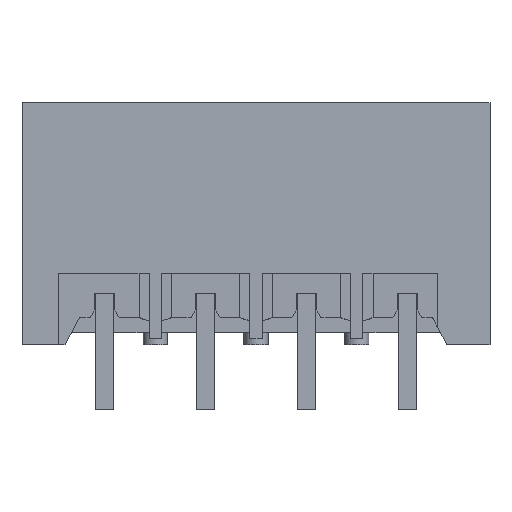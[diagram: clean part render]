
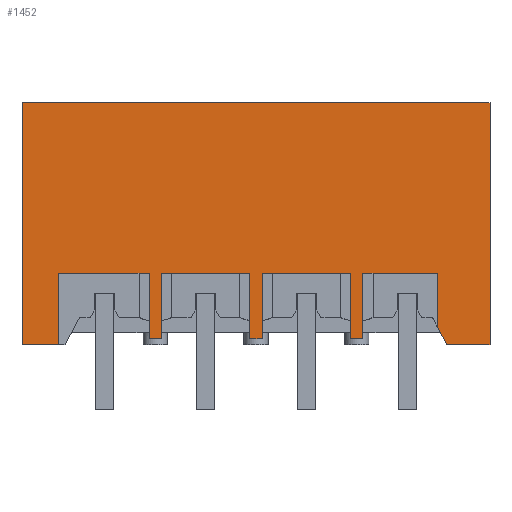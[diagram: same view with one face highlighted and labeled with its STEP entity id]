
A CAD part, front view. The second image highlights one B-rep face of the part: STEP entity #1452.
In plain terms, the highlighted planar face has unit normal (0, -1, 0).
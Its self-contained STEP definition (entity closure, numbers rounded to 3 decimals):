
#1300=AXIS2_PLACEMENT_3D('Plane Axis2P3D',#1297,#1298,#1299) ;
#709=CARTESIAN_POINT('Vertex',(6.3,0.,6.75)) ;
#742=CARTESIAN_POINT('Vertex',(6.3,0.,3.5)) ;
#745=CARTESIAN_POINT('Line Origine',(6.3,0.,5.125)) ;
#838=CARTESIAN_POINT('Line Origine',(4.05,0.,6.75)) ;
#842=CARTESIAN_POINT('Vertex',(1.8,0.,6.75)) ;
#864=CARTESIAN_POINT('Line Origine',(1.8,0.,4.975)) ;
#868=CARTESIAN_POINT('Vertex',(1.8,0.,3.2)) ;
#909=CARTESIAN_POINT('Line Origine',(0.9,0.,3.2)) ;
#913=CARTESIAN_POINT('Vertex',(0.,0.,3.2)) ;
#1269=CARTESIAN_POINT('Line Origine',(6.45,0.,3.5)) ;
#1273=CARTESIAN_POINT('Vertex',(6.6,0.,3.5)) ;
#1280=CARTESIAN_POINT('Vertex',(6.9,0.,3.5)) ;
#1283=CARTESIAN_POINT('Line Origine',(6.75,0.,3.5)) ;
#1297=CARTESIAN_POINT('Axis2P3D Location',(0.,0.,15.2)) ;
#1302=CARTESIAN_POINT('Line Origine',(16.75,0.,3.5)) ;
#1306=CARTESIAN_POINT('Vertex',(16.9,0.,3.5)) ;
#1308=CARTESIAN_POINT('Vertex',(16.6,0.,3.5)) ;
#1311=CARTESIAN_POINT('Line Origine',(16.9,0.,5.125)) ;
#1315=CARTESIAN_POINT('Vertex',(16.9,0.,6.75)) ;
#1318=CARTESIAN_POINT('Line Origine',(18.75,0.,6.75)) ;
#1322=CARTESIAN_POINT('Vertex',(20.6,0.,6.75)) ;
#1325=CARTESIAN_POINT('Line Origine',(20.6,0.,5.411)) ;
#1329=CARTESIAN_POINT('Vertex',(20.6,0.,4.071)) ;
#1332=CARTESIAN_POINT('Line Origine',(20.831,0.,3.636)) ;
#1336=CARTESIAN_POINT('Vertex',(21.062,0.,3.2)) ;
#1339=CARTESIAN_POINT('Line Origine',(22.131,0.,3.2)) ;
#1343=CARTESIAN_POINT('Vertex',(23.2,0.,3.2)) ;
#1346=CARTESIAN_POINT('Line Origine',(23.2,0.,9.2)) ;
#1350=CARTESIAN_POINT('Vertex',(23.2,0.,15.2)) ;
#1353=CARTESIAN_POINT('Line Origine',(11.6,0.,15.2)) ;
#1357=CARTESIAN_POINT('Vertex',(0.,0.,15.2)) ;
#1360=CARTESIAN_POINT('Line Origine',(0.,0.,9.2)) ;
#1365=CARTESIAN_POINT('Line Origine',(6.9,0.,5.125)) ;
#1369=CARTESIAN_POINT('Vertex',(6.9,0.,6.75)) ;
#1372=CARTESIAN_POINT('Line Origine',(9.1,0.,6.75)) ;
#1376=CARTESIAN_POINT('Vertex',(11.3,0.,6.75)) ;
#1379=CARTESIAN_POINT('Line Origine',(11.3,0.,5.125)) ;
#1383=CARTESIAN_POINT('Vertex',(11.3,0.,3.5)) ;
#1386=CARTESIAN_POINT('Line Origine',(11.45,0.,3.5)) ;
#1390=CARTESIAN_POINT('Vertex',(11.6,0.,3.5)) ;
#1393=CARTESIAN_POINT('Line Origine',(11.75,0.,3.5)) ;
#1397=CARTESIAN_POINT('Vertex',(11.9,0.,3.5)) ;
#1400=CARTESIAN_POINT('Line Origine',(11.9,0.,5.125)) ;
#1404=CARTESIAN_POINT('Vertex',(11.9,0.,6.75)) ;
#1407=CARTESIAN_POINT('Line Origine',(14.1,0.,6.75)) ;
#1411=CARTESIAN_POINT('Vertex',(16.3,0.,6.75)) ;
#1414=CARTESIAN_POINT('Line Origine',(16.3,0.,5.125)) ;
#1418=CARTESIAN_POINT('Vertex',(16.3,0.,3.5)) ;
#1421=CARTESIAN_POINT('Line Origine',(16.45,0.,3.5)) ;
#746=DIRECTION('Vector Direction',(0.,0.,-1.)) ;
#839=DIRECTION('Vector Direction',(-1.,0.,0.)) ;
#865=DIRECTION('Vector Direction',(0.,0.,1.)) ;
#910=DIRECTION('Vector Direction',(1.,0.,0.)) ;
#1270=DIRECTION('Vector Direction',(-1.,0.,0.)) ;
#1284=DIRECTION('Vector Direction',(-1.,0.,0.)) ;
#1298=DIRECTION('Axis2P3D Direction',(0.,-1.,0.)) ;
#1299=DIRECTION('Axis2P3D XDirection',(0.,0.,-1.)) ;
#1303=DIRECTION('Vector Direction',(-1.,0.,0.)) ;
#1312=DIRECTION('Vector Direction',(0.,0.,1.)) ;
#1319=DIRECTION('Vector Direction',(-1.,0.,0.)) ;
#1326=DIRECTION('Vector Direction',(0.,0.,1.)) ;
#1333=DIRECTION('Vector Direction',(0.468,0.,-0.884)) ;
#1340=DIRECTION('Vector Direction',(1.,0.,0.)) ;
#1347=DIRECTION('Vector Direction',(0.,0.,-1.)) ;
#1354=DIRECTION('Vector Direction',(1.,0.,0.)) ;
#1361=DIRECTION('Vector Direction',(0.,0.,-1.)) ;
#1366=DIRECTION('Vector Direction',(0.,0.,-1.)) ;
#1373=DIRECTION('Vector Direction',(-1.,0.,0.)) ;
#1380=DIRECTION('Vector Direction',(0.,0.,1.)) ;
#1387=DIRECTION('Vector Direction',(-1.,0.,0.)) ;
#1394=DIRECTION('Vector Direction',(-1.,0.,0.)) ;
#1401=DIRECTION('Vector Direction',(0.,0.,-1.)) ;
#1408=DIRECTION('Vector Direction',(-1.,0.,0.)) ;
#1415=DIRECTION('Vector Direction',(0.,0.,1.)) ;
#1422=DIRECTION('Vector Direction',(-1.,0.,0.)) ;
#747=VECTOR('Line Direction',#746,1.) ;
#840=VECTOR('Line Direction',#839,1.) ;
#866=VECTOR('Line Direction',#865,1.) ;
#911=VECTOR('Line Direction',#910,1.) ;
#1271=VECTOR('Line Direction',#1270,1.) ;
#1285=VECTOR('Line Direction',#1284,1.) ;
#1304=VECTOR('Line Direction',#1303,1.) ;
#1313=VECTOR('Line Direction',#1312,1.) ;
#1320=VECTOR('Line Direction',#1319,1.) ;
#1327=VECTOR('Line Direction',#1326,1.) ;
#1334=VECTOR('Line Direction',#1333,1.) ;
#1341=VECTOR('Line Direction',#1340,1.) ;
#1348=VECTOR('Line Direction',#1347,1.) ;
#1355=VECTOR('Line Direction',#1354,1.) ;
#1362=VECTOR('Line Direction',#1361,1.) ;
#1367=VECTOR('Line Direction',#1366,1.) ;
#1374=VECTOR('Line Direction',#1373,1.) ;
#1381=VECTOR('Line Direction',#1380,1.) ;
#1388=VECTOR('Line Direction',#1387,1.) ;
#1395=VECTOR('Line Direction',#1394,1.) ;
#1402=VECTOR('Line Direction',#1401,1.) ;
#1409=VECTOR('Line Direction',#1408,1.) ;
#1416=VECTOR('Line Direction',#1415,1.) ;
#1423=VECTOR('Line Direction',#1422,1.) ;
#1427=ORIENTED_EDGE('',*,*,#1310,.F.) ;
#1428=ORIENTED_EDGE('',*,*,#1317,.T.) ;
#1429=ORIENTED_EDGE('',*,*,#1324,.F.) ;
#1430=ORIENTED_EDGE('',*,*,#1331,.F.) ;
#1431=ORIENTED_EDGE('',*,*,#1338,.T.) ;
#1432=ORIENTED_EDGE('',*,*,#1345,.T.) ;
#1433=ORIENTED_EDGE('',*,*,#1352,.F.) ;
#1434=ORIENTED_EDGE('',*,*,#1359,.F.) ;
#1435=ORIENTED_EDGE('',*,*,#1364,.F.) ;
#1436=ORIENTED_EDGE('',*,*,#915,.T.) ;
#1437=ORIENTED_EDGE('',*,*,#870,.T.) ;
#1438=ORIENTED_EDGE('',*,*,#844,.F.) ;
#1439=ORIENTED_EDGE('',*,*,#749,.F.) ;
#1440=ORIENTED_EDGE('',*,*,#1275,.F.) ;
#1441=ORIENTED_EDGE('',*,*,#1287,.F.) ;
#1442=ORIENTED_EDGE('',*,*,#1371,.F.) ;
#1443=ORIENTED_EDGE('',*,*,#1378,.F.) ;
#1444=ORIENTED_EDGE('',*,*,#1385,.F.) ;
#1445=ORIENTED_EDGE('',*,*,#1392,.F.) ;
#1446=ORIENTED_EDGE('',*,*,#1399,.F.) ;
#1447=ORIENTED_EDGE('',*,*,#1406,.F.) ;
#1448=ORIENTED_EDGE('',*,*,#1413,.F.) ;
#1449=ORIENTED_EDGE('',*,*,#1420,.F.) ;
#1450=ORIENTED_EDGE('',*,*,#1425,.F.) ;
#1452=ADVANCED_FACE('HOUSING',(#1451),#1301,.T.) ;
#749=EDGE_CURVE('',#743,#710,#748,.F.) ;
#844=EDGE_CURVE('',#710,#843,#841,.T.) ;
#870=EDGE_CURVE('',#869,#843,#867,.T.) ;
#915=EDGE_CURVE('',#914,#869,#912,.T.) ;
#1275=EDGE_CURVE('',#1274,#743,#1272,.T.) ;
#1287=EDGE_CURVE('',#1281,#1274,#1286,.T.) ;
#1310=EDGE_CURVE('',#1307,#1309,#1305,.T.) ;
#1317=EDGE_CURVE('',#1307,#1316,#1314,.T.) ;
#1324=EDGE_CURVE('',#1323,#1316,#1321,.T.) ;
#1331=EDGE_CURVE('',#1330,#1323,#1328,.T.) ;
#1338=EDGE_CURVE('',#1330,#1337,#1335,.T.) ;
#1345=EDGE_CURVE('',#1337,#1344,#1342,.T.) ;
#1352=EDGE_CURVE('',#1351,#1344,#1349,.T.) ;
#1359=EDGE_CURVE('',#1358,#1351,#1356,.T.) ;
#1364=EDGE_CURVE('',#914,#1358,#1363,.F.) ;
#1371=EDGE_CURVE('',#1370,#1281,#1368,.T.) ;
#1378=EDGE_CURVE('',#1377,#1370,#1375,.T.) ;
#1385=EDGE_CURVE('',#1384,#1377,#1382,.T.) ;
#1392=EDGE_CURVE('',#1391,#1384,#1389,.T.) ;
#1399=EDGE_CURVE('',#1398,#1391,#1396,.T.) ;
#1406=EDGE_CURVE('',#1405,#1398,#1403,.T.) ;
#1413=EDGE_CURVE('',#1412,#1405,#1410,.T.) ;
#1420=EDGE_CURVE('',#1419,#1412,#1417,.T.) ;
#1425=EDGE_CURVE('',#1309,#1419,#1424,.T.) ;
#1426=EDGE_LOOP('',(#1427,#1428,#1429,#1430,#1431,#1432,#1433,#1434,#1435,#1436,#1437,#1438,#1439,#1440,#1441,#1442,#1443,#1444,#1445,#1446,#1447,#1448,#1449,#1450)) ;
#1451=FACE_OUTER_BOUND('',#1426,.T.) ;
#748=LINE('Line',#745,#747) ;
#841=LINE('Line',#838,#840) ;
#867=LINE('Line',#864,#866) ;
#912=LINE('Line',#909,#911) ;
#1272=LINE('Line',#1269,#1271) ;
#1286=LINE('Line',#1283,#1285) ;
#1305=LINE('Line',#1302,#1304) ;
#1314=LINE('Line',#1311,#1313) ;
#1321=LINE('Line',#1318,#1320) ;
#1328=LINE('Line',#1325,#1327) ;
#1335=LINE('Line',#1332,#1334) ;
#1342=LINE('Line',#1339,#1341) ;
#1349=LINE('Line',#1346,#1348) ;
#1356=LINE('Line',#1353,#1355) ;
#1363=LINE('Line',#1360,#1362) ;
#1368=LINE('Line',#1365,#1367) ;
#1375=LINE('Line',#1372,#1374) ;
#1382=LINE('Line',#1379,#1381) ;
#1389=LINE('Line',#1386,#1388) ;
#1396=LINE('Line',#1393,#1395) ;
#1403=LINE('Line',#1400,#1402) ;
#1410=LINE('Line',#1407,#1409) ;
#1417=LINE('Line',#1414,#1416) ;
#1424=LINE('Line',#1421,#1423) ;
#1301=PLANE('',#1300) ;
#710=VERTEX_POINT('',#709) ;
#743=VERTEX_POINT('',#742) ;
#843=VERTEX_POINT('',#842) ;
#869=VERTEX_POINT('',#868) ;
#914=VERTEX_POINT('',#913) ;
#1274=VERTEX_POINT('',#1273) ;
#1281=VERTEX_POINT('',#1280) ;
#1307=VERTEX_POINT('',#1306) ;
#1309=VERTEX_POINT('',#1308) ;
#1316=VERTEX_POINT('',#1315) ;
#1323=VERTEX_POINT('',#1322) ;
#1330=VERTEX_POINT('',#1329) ;
#1337=VERTEX_POINT('',#1336) ;
#1344=VERTEX_POINT('',#1343) ;
#1351=VERTEX_POINT('',#1350) ;
#1358=VERTEX_POINT('',#1357) ;
#1370=VERTEX_POINT('',#1369) ;
#1377=VERTEX_POINT('',#1376) ;
#1384=VERTEX_POINT('',#1383) ;
#1391=VERTEX_POINT('',#1390) ;
#1398=VERTEX_POINT('',#1397) ;
#1405=VERTEX_POINT('',#1404) ;
#1412=VERTEX_POINT('',#1411) ;
#1419=VERTEX_POINT('',#1418) ;
